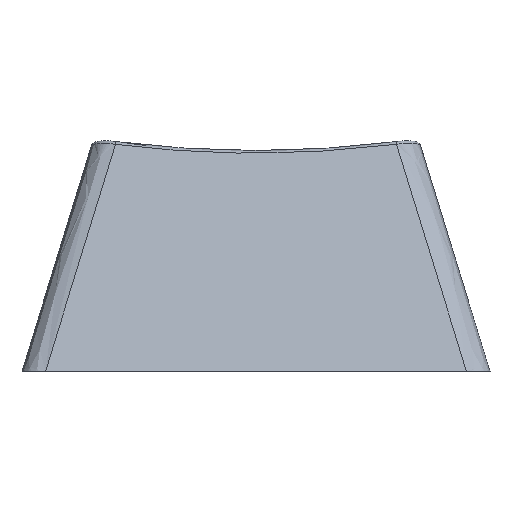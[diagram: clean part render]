
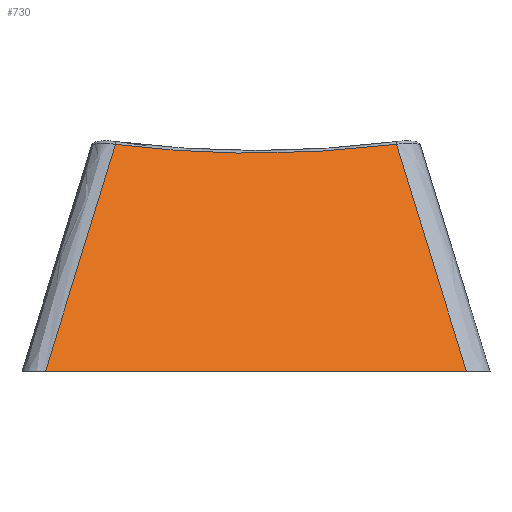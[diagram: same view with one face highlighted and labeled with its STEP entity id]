
A CAD part, front view. The second image highlights one B-rep face of the part: STEP entity #730.
In plain terms, the highlighted free-form (B-spline) face has degree [1, 1] with [2, 2] control points.
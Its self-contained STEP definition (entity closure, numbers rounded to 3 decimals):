
#108 = VERTEX_POINT('',#109);
#109 = CARTESIAN_POINT('',(-8.118,-9.025,0.));
#132 = EDGE_CURVE('',#108,#133,#135,.T.);
#133 = VERTEX_POINT('',#134);
#134 = CARTESIAN_POINT('',(-5.419,-4.601,
    8.751));
#135 = B_SPLINE_CURVE_WITH_KNOTS('',5,(#136,#137,#138,#139,#140,#141,
    #142,#143,#144,#145,#146,#147,#148,#149),.UNSPECIFIED.,.F.,.F.,(6,4,
    4,6),(-0.399,0.241,10.882,11.522
    ),.UNSPECIFIED.);
#136 = CARTESIAN_POINT('',(-8.287,-9.303,-0.551));
#137 = CARTESIAN_POINT('',(-8.254,-9.248,-0.441));
#138 = CARTESIAN_POINT('',(-8.22,-9.192,-0.33));
#139 = CARTESIAN_POINT('',(-8.186,-9.136,-0.22));
#140 = CARTESIAN_POINT('',(-8.152,-9.081,-0.11));
#141 = CARTESIAN_POINT('',(-7.553,-8.099,
    1.831));
#142 = CARTESIAN_POINT('',(-6.988,-7.173,
    3.663));
#143 = CARTESIAN_POINT('',(-6.424,-6.248,5.494
    ));
#144 = CARTESIAN_POINT('',(-5.859,-5.322,7.325
    ));
#145 = CARTESIAN_POINT('',(-5.26,-4.34,
    9.267));
#146 = CARTESIAN_POINT('',(-5.226,-4.284,
    9.377));
#147 = CARTESIAN_POINT('',(-5.192,-4.229,
    9.487));
#148 = CARTESIAN_POINT('',(-5.159,-4.173,
    9.597));
#149 = CARTESIAN_POINT('',(-5.125,-4.117,
    9.707));
#354 = EDGE_CURVE('',#355,#108,#357,.T.);
#355 = VERTEX_POINT('',#356);
#356 = CARTESIAN_POINT('',(8.118,-9.025,0.));
#357 = LINE('',#358,#359);
#358 = CARTESIAN_POINT('',(9.025,-9.025,0.));
#359 = VECTOR('',#360,1.);
#360 = DIRECTION('',(-1.,0.,0.));
#730 = ADVANCED_FACE('',(#731),#796,.F.);
#731 = FACE_BOUND('',#732,.F.);
#732 = EDGE_LOOP('',(#733,#752,#753,#754));
#733 = ORIENTED_EDGE('',*,*,#734,.F.);
#734 = EDGE_CURVE('',#355,#735,#737,.T.);
#735 = VERTEX_POINT('',#736);
#736 = CARTESIAN_POINT('',(5.419,-4.601,8.751
    ));
#737 = B_SPLINE_CURVE_WITH_KNOTS('',5,(#738,#739,#740,#741,#742,#743,
    #744,#745,#746,#747,#748,#749,#750,#751),.UNSPECIFIED.,.F.,.F.,(6,4,
    4,6),(-0.399,0.241,10.882,11.522
    ),.UNSPECIFIED.);
#738 = CARTESIAN_POINT('',(8.287,-9.303,-0.551));
#739 = CARTESIAN_POINT('',(8.254,-9.248,-0.441));
#740 = CARTESIAN_POINT('',(8.22,-9.192,-0.33));
#741 = CARTESIAN_POINT('',(8.186,-9.136,-0.22));
#742 = CARTESIAN_POINT('',(8.152,-9.081,-0.11));
#743 = CARTESIAN_POINT('',(7.553,-8.099,1.831
    ));
#744 = CARTESIAN_POINT('',(6.988,-7.173,3.663
    ));
#745 = CARTESIAN_POINT('',(6.424,-6.248,5.494)
  );
#746 = CARTESIAN_POINT('',(5.859,-5.322,7.325)
  );
#747 = CARTESIAN_POINT('',(5.26,-4.34,9.267
    ));
#748 = CARTESIAN_POINT('',(5.226,-4.284,9.377
    ));
#749 = CARTESIAN_POINT('',(5.192,-4.229,9.487
    ));
#750 = CARTESIAN_POINT('',(5.159,-4.173,9.597
    ));
#751 = CARTESIAN_POINT('',(5.125,-4.117,9.707
    ));
#752 = ORIENTED_EDGE('',*,*,#354,.T.);
#753 = ORIENTED_EDGE('',*,*,#132,.T.);
#754 = ORIENTED_EDGE('',*,*,#755,.F.);
#755 = EDGE_CURVE('',#735,#133,#756,.T.);
#756 = ( BOUNDED_CURVE() B_SPLINE_CURVE(10,(#757,#758,#759,#760,#761,
    #762,#763,#764,#765,#766,#767,#768,#769,#770,#771,#772,#773,#774,
    #775,#776,#777,#778,#779,#780,#781,#782,#783,#784,#785,#786,#787,
    #788,#789,#790,#791,#792,#793,#794,#795),.UNSPECIFIED.,.F.,.F.) 
B_SPLINE_CURVE_WITH_KNOTS((11,10,9,9,11),(-0.019,0.,
5.641,11.309,11.328),.UNSPECIFIED.) CURVE() 
GEOMETRIC_REPRESENTATION_ITEM() RATIONAL_B_SPLINE_CURVE((1.,1.,1.,1.,1.,
    1.,1.,1.,1.,1.,1.,1.,1.,1.,1.,1.,1.,1.,1.,1.,1.,1.,1.,1.
    ,1.,1.,1.,1.,1.,1.,1.,1.,1.,1.,1.,1.,1.,1.,1.)) 
REPRESENTATION_ITEM('') );
#757 = CARTESIAN_POINT('',(5.419,-4.601,8.751
    ));
#758 = CARTESIAN_POINT('',(5.417,-4.601,8.751)
  );
#759 = CARTESIAN_POINT('',(5.416,-4.601,8.751
    ));
#760 = CARTESIAN_POINT('',(5.414,-4.601,8.751
    ));
#761 = CARTESIAN_POINT('',(5.412,-4.601,8.75)
  );
#762 = CARTESIAN_POINT('',(5.41,-4.601,8.75
    ));
#763 = CARTESIAN_POINT('',(5.408,-4.601,8.75)
  );
#764 = CARTESIAN_POINT('',(5.406,-4.602,8.75)
  );
#765 = CARTESIAN_POINT('',(5.404,-4.602,8.749)
  );
#766 = CARTESIAN_POINT('',(5.402,-4.602,8.749)
  );
#767 = CARTESIAN_POINT('',(5.4,-4.602,8.749
    ));
#768 = CARTESIAN_POINT('',(4.875,-4.636,8.682)
  );
#769 = CARTESIAN_POINT('',(4.345,-4.666,8.623)
  );
#770 = CARTESIAN_POINT('',(3.811,-4.693,8.57)
  );
#771 = CARTESIAN_POINT('',(3.274,-4.716,8.524)
  );
#772 = CARTESIAN_POINT('',(2.735,-4.735,8.486
    ));
#773 = CARTESIAN_POINT('',(2.193,-4.75,8.455
    ));
#774 = CARTESIAN_POINT('',(1.649,-4.762,8.432)
  );
#775 = CARTESIAN_POINT('',(1.104,-4.77,8.416)
  );
#776 = CARTESIAN_POINT('',(0.559,-4.774,8.409
    ));
#777 = CARTESIAN_POINT('',(-0.535,-4.774,8.408
    ));
#778 = CARTESIAN_POINT('',(-1.084,-4.77,8.416
    ));
#779 = CARTESIAN_POINT('',(-1.628,-4.763,
    8.431));
#780 = CARTESIAN_POINT('',(-2.184,-4.75,8.455
    ));
#781 = CARTESIAN_POINT('',(-2.709,-4.736,
    8.483));
#782 = CARTESIAN_POINT('',(-3.279,-4.715,8.526
    ));
#783 = CARTESIAN_POINT('',(-3.79,-4.694,
    8.567));
#784 = CARTESIAN_POINT('',(-4.349,-4.665,
    8.623));
#785 = CARTESIAN_POINT('',(-4.868,-4.636,
    8.681));
#786 = CARTESIAN_POINT('',(-5.403,-4.602,
    8.749));
#787 = CARTESIAN_POINT('',(-5.405,-4.602,
    8.749));
#788 = CARTESIAN_POINT('',(-5.407,-4.602,
    8.75));
#789 = CARTESIAN_POINT('',(-5.408,-4.601,
    8.75));
#790 = CARTESIAN_POINT('',(-5.41,-4.601,
    8.75));
#791 = CARTESIAN_POINT('',(-5.412,-4.601,
    8.75));
#792 = CARTESIAN_POINT('',(-5.414,-4.601,
    8.751));
#793 = CARTESIAN_POINT('',(-5.416,-4.601,8.751
    ));
#794 = CARTESIAN_POINT('',(-5.418,-4.601,
    8.751));
#795 = CARTESIAN_POINT('',(-5.419,-4.601,
    8.751));
#796 = B_SPLINE_SURFACE_WITH_KNOTS('',1,1,(
    (#797,#798)
    ,(#799,#800
    )),.UNSPECIFIED.,.F.,.F.,.F.,(2,2),(2,2),(0.,18.05),(0.,1.),
  .PIECEWISE_BEZIER_KNOTS.);
#797 = CARTESIAN_POINT('',(9.025,-9.025,0.));
#798 = CARTESIAN_POINT('',(6.25,-4.475,9.));
#799 = CARTESIAN_POINT('',(-9.025,-9.025,0.));
#800 = CARTESIAN_POINT('',(-6.25,-4.475,9.));
